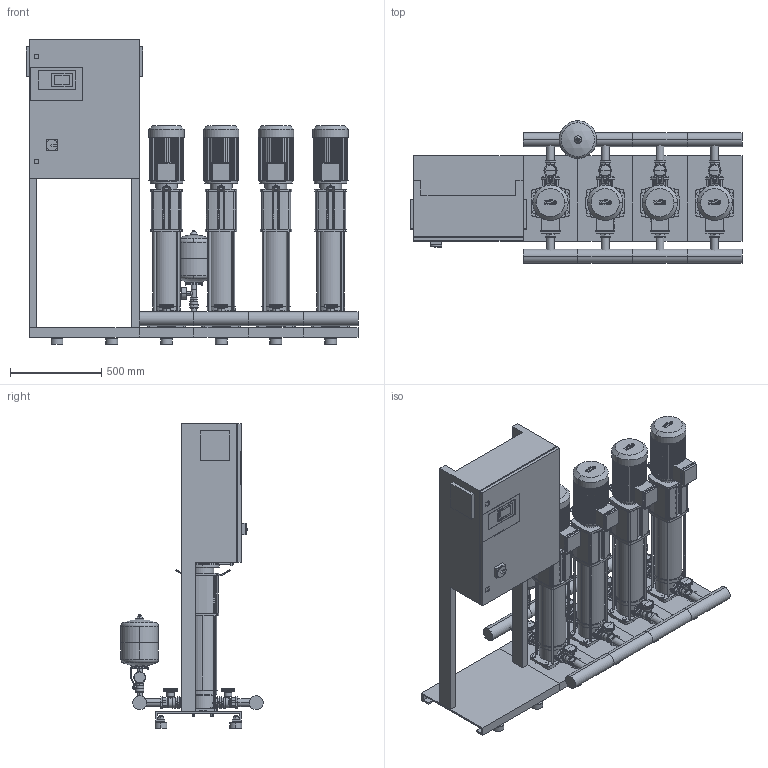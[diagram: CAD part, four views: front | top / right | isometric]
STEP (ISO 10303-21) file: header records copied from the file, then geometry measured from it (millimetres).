
FILE_DESCRIPTION((''),'2;1');
FILE_NAME('3d_COR-4HELIXV612_K_CC-01-2535417.stp','2016-01-22T13:24:29',(''),(''),'Mechanical Desktop 2009','Mechanical Desktop 2009',', , ');
FILE_SCHEMA(('CONFIG_CONTROL_DESIGN'));
Length unit declared in the file: millimetre
Products named in the file (1): Product
Bounding box: 1820 x 780.05 x 1670 mm (x, y, z)
Volume: 247968287.7 mm3; surface area: 12175966.1 mm2
Topology: 163 solids, 163 shells, 6093 faces, 16035 edges, 10567 vertices
Faces by surface type: plane 3021, bspline 1450, cylinder 1384, cone 212, torus 24, sphere 2
Entity records: 196838 total; most frequent: CARTESIAN_POINT 46140, ORIENTED_EDGE 32038, DIRECTION 28849, EDGE_CURVE 16019, VECTOR 11261, LINE 11261, VERTEX_POINT 10562, AXIS2_PLACEMENT_3D 8794
